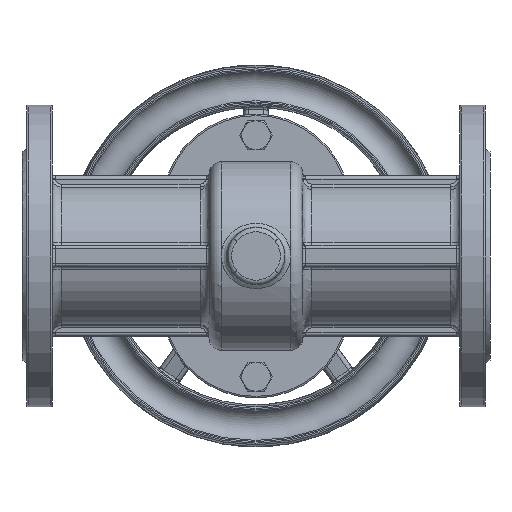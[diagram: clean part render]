
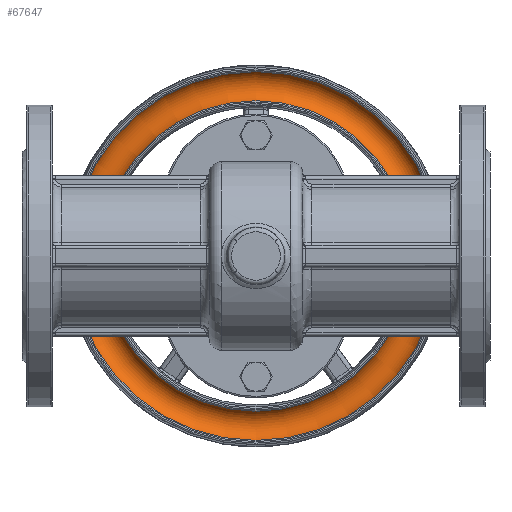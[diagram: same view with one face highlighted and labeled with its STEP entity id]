
A CAD part, front view. The second image highlights one B-rep face of the part: STEP entity #67647.
In plain terms, the highlighted toroidal (fillet/blend) face has major radius 112.5 mm and minor radius 11 mm.
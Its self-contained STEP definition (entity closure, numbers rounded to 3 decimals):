
#11798 = EDGE_LOOP ( 'NONE', ( #82464 ) ) ;
#14982 = EDGE_CURVE ( 'NONE', #80564, #80564, #100441, .T. ) ;
#16190 = DIRECTION ( 'NONE',  ( 0., 1., 0. ) ) ;
#17906 = DIRECTION ( 'NONE',  ( 0., 1., 0. ) ) ;
#19194 = CARTESIAN_POINT ( 'NONE',  ( 0., 342.469, 101.607 ) ) ;
#24593 = CARTESIAN_POINT ( 'NONE',  ( 0., 342.469, 123.393 ) ) ;
#31938 = DIRECTION ( 'NONE',  ( 0., 1., 0. ) ) ;
#33530 = FACE_OUTER_BOUND ( 'NONE', #42920, .T. ) ;
#35822 = DIRECTION ( 'NONE',  ( 0., 0., 1. ) ) ;
#37597 = AXIS2_PLACEMENT_3D ( 'NONE', #51636, #31938, #104343 ) ;
#42920 = EDGE_LOOP ( 'NONE', ( #91788 ) ) ;
#50502 = AXIS2_PLACEMENT_3D ( 'NONE', #90812, #17906, #35822 ) ;
#51636 = CARTESIAN_POINT ( 'NONE',  ( 0., 342.469, 0. ) ) ;
#56839 = AXIS2_PLACEMENT_3D ( 'NONE', #105908, #16190, #79831 ) ;
#67647 = ADVANCED_FACE ( 'NONE', ( #106487, #33530 ), #99413, .F. ) ;
#79831 = DIRECTION ( 'NONE',  ( 0., 0., 1. ) ) ;
#80564 = VERTEX_POINT ( 'NONE', #19194 ) ;
#82464 = ORIENTED_EDGE ( 'NONE', *, *, #108193, .F. ) ;
#85412 = VERTEX_POINT ( 'NONE', #24593 ) ;
#90812 = CARTESIAN_POINT ( 'NONE',  ( 0., 342.469, 0. ) ) ;
#91788 = ORIENTED_EDGE ( 'NONE', *, *, #14982, .T. ) ;
#94992 = CIRCLE ( 'NONE', #37597, 123.393 ) ;
#99413 = TOROIDAL_SURFACE ( 'NONE', #56839, 112.5, 11. ) ;
#100441 = CIRCLE ( 'NONE', #50502, 101.607 ) ;
#104343 = DIRECTION ( 'NONE',  ( 0., 0., 1. ) ) ;
#105908 = CARTESIAN_POINT ( 'NONE',  ( 0., 344., 0. ) ) ;
#106487 = FACE_OUTER_BOUND ( 'NONE', #11798, .T. ) ;
#108193 = EDGE_CURVE ( 'NONE', #85412, #85412, #94992, .T. ) ;
